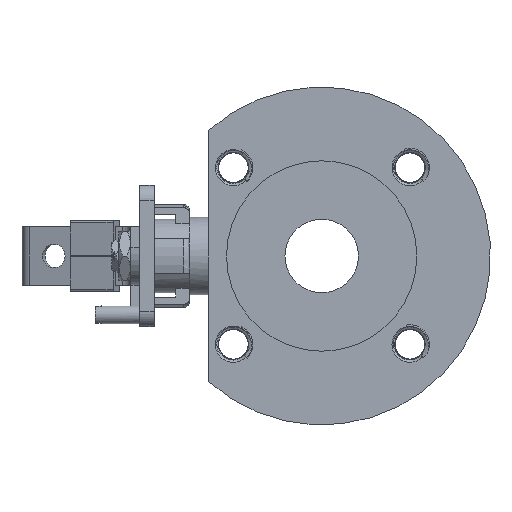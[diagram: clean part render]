
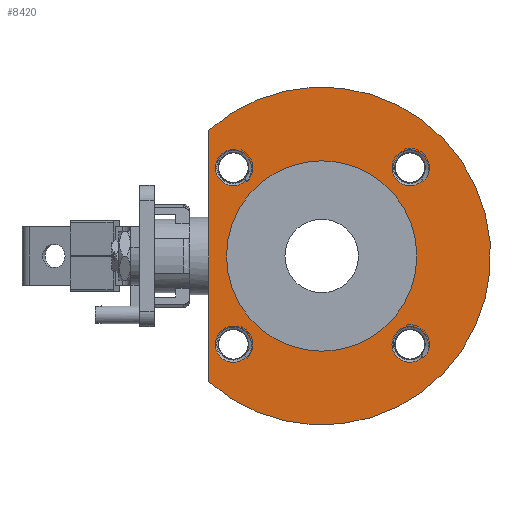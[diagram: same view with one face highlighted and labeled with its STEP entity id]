
A CAD part, left-side view. The second image highlights one B-rep face of the part: STEP entity #8420.
In plain terms, the highlighted planar face has unit normal (-1, 0, 0).
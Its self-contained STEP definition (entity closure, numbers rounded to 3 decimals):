
#841=LINE('',#13129,#1235);
#846=LINE('',#20120,#1240);
#852=LINE('',#27075,#1246);
#855=LINE('',#35059,#1249);
#868=LINE('',#43145,#1262);
#1235=VECTOR('',#9485,1000.);
#1240=VECTOR('',#9496,1000.);
#1246=VECTOR('',#9508,1000.);
#1249=VECTOR('',#9515,1000.);
#1262=VECTOR('',#9606,1000.);
#1575=PLANE('',#8852);
#1723=CIRCLE('',#8853,6.125);
#1724=CIRCLE('',#8854,6.125);
#1725=CIRCLE('',#8855,32.4);
#1726=CIRCLE('',#8856,57.5);
#1727=CIRCLE('',#8857,6.125);
#1728=CIRCLE('',#8858,6.125);
#2733=ORIENTED_EDGE('',*,*,#5013,.F.);
#2734=ORIENTED_EDGE('',*,*,#4955,.T.);
#2735=ORIENTED_EDGE('',*,*,#5501,.T.);
#2736=ORIENTED_EDGE('',*,*,#5020,.F.);
#2737=ORIENTED_EDGE('',*,*,#5273,.F.);
#2738=ORIENTED_EDGE('',*,*,#5214,.T.);
#2739=ORIENTED_EDGE('',*,*,#5502,.T.);
#2740=ORIENTED_EDGE('',*,*,#5503,.F.);
#2741=ORIENTED_EDGE('',*,*,#5504,.T.);
#2742=ORIENTED_EDGE('',*,*,#5505,.T.);
#2743=ORIENTED_EDGE('',*,*,#5399,.F.);
#2744=ORIENTED_EDGE('',*,*,#5340,.T.);
#2745=ORIENTED_EDGE('',*,*,#5506,.T.);
#2746=ORIENTED_EDGE('',*,*,#5142,.F.);
#2747=ORIENTED_EDGE('',*,*,#5084,.T.);
#2748=ORIENTED_EDGE('',*,*,#5507,.T.);
#2749=ORIENTED_EDGE('',*,*,#5149,.F.);
#4955=EDGE_CURVE('',#6346,#6348,#841,.T.);
#5013=EDGE_CURVE('',#6346,#6406,#7368,.F.);
#5020=EDGE_CURVE('',#6406,#6411,#7374,.F.);
#5084=EDGE_CURVE('',#6471,#6473,#846,.T.);
#5142=EDGE_CURVE('',#6471,#6531,#7385,.F.);
#5149=EDGE_CURVE('',#6531,#6536,#7391,.F.);
#5214=EDGE_CURVE('',#6596,#6599,#852,.T.);
#5273=EDGE_CURVE('',#6596,#6658,#7402,.F.);
#5340=EDGE_CURVE('',#6719,#6722,#855,.T.);
#5399=EDGE_CURVE('',#6719,#6781,#7418,.F.);
#5501=EDGE_CURVE('',#6348,#6411,#1723,.T.);
#5502=EDGE_CURVE('',#6599,#6658,#1724,.T.);
#5503=EDGE_CURVE('',#6869,#6869,#1725,.T.);
#5504=EDGE_CURVE('',#6870,#6871,#868,.T.);
#5505=EDGE_CURVE('',#6871,#6870,#1726,.T.);
#5506=EDGE_CURVE('',#6722,#6781,#1727,.T.);
#5507=EDGE_CURVE('',#6473,#6536,#1728,.T.);
#6346=VERTEX_POINT('',#13125);
#6348=VERTEX_POINT('',#13128);
#6406=VERTEX_POINT('',#16505);
#6411=VERTEX_POINT('',#19231);
#6471=VERTEX_POINT('',#20116);
#6473=VERTEX_POINT('',#20119);
#6531=VERTEX_POINT('',#23496);
#6536=VERTEX_POINT('',#26181);
#6596=VERTEX_POINT('',#27069);
#6599=VERTEX_POINT('',#27074);
#6658=VERTEX_POINT('',#32023);
#6719=VERTEX_POINT('',#35053);
#6722=VERTEX_POINT('',#35058);
#6781=VERTEX_POINT('',#40007);
#6869=VERTEX_POINT('',#43144);
#6870=VERTEX_POINT('',#43146);
#6871=VERTEX_POINT('',#43147);
#7368=B_SPLINE_CURVE_WITH_KNOTS('',3,(#16501,#16502,#16503,#16504),
 .UNSPECIFIED.,.F.,.F.,(4,4),(0.,1.),.UNSPECIFIED.);
#7374=B_SPLINE_CURVE_WITH_KNOTS('',3,(#19226,#19227,#19228,#19229,#19230),
 .UNSPECIFIED.,.F.,.F.,(4,1,4),(0.,0.5,1.),.UNSPECIFIED.);
#7385=B_SPLINE_CURVE_WITH_KNOTS('',3,(#23492,#23493,#23494,#23495),
 .UNSPECIFIED.,.F.,.F.,(4,4),(0.,1.),.UNSPECIFIED.);
#7391=B_SPLINE_CURVE_WITH_KNOTS('',3,(#26176,#26177,#26178,#26179,#26180),
 .UNSPECIFIED.,.F.,.F.,(4,1,4),(0.,0.5,1.),.UNSPECIFIED.);
#7402=B_SPLINE_CURVE_WITH_KNOTS('',3,(#32019,#32020,#32021,#32022),
 .UNSPECIFIED.,.F.,.F.,(4,4),(0.,1.),.UNSPECIFIED.);
#7418=B_SPLINE_CURVE_WITH_KNOTS('',3,(#40003,#40004,#40005,#40006),
 .UNSPECIFIED.,.F.,.F.,(4,4),(0.,1.),.UNSPECIFIED.);
#7667=EDGE_LOOP('',(#2733,#2734,#2735,#2736));
#7668=EDGE_LOOP('',(#2737,#2738,#2739));
#7669=EDGE_LOOP('',(#2740));
#7670=EDGE_LOOP('',(#2741,#2742));
#7671=EDGE_LOOP('',(#2743,#2744,#2745));
#7672=EDGE_LOOP('',(#2746,#2747,#2748,#2749));
#8052=FACE_BOUND('',#7667,.T.);
#8053=FACE_BOUND('',#7668,.T.);
#8054=FACE_BOUND('',#7669,.T.);
#8055=FACE_BOUND('',#7670,.T.);
#8056=FACE_BOUND('',#7671,.T.);
#8057=FACE_BOUND('',#7672,.T.);
#8420=ADVANCED_FACE('',(#8052,#8053,#8054,#8055,#8056,#8057),#1575,.T.);
#8852=AXIS2_PLACEMENT_3D('',#43140,#9598,#9599);
#8853=AXIS2_PLACEMENT_3D('',#43141,#9600,#9601);
#8854=AXIS2_PLACEMENT_3D('',#43142,#9602,#9603);
#8855=AXIS2_PLACEMENT_3D('',#43143,#9604,#9605);
#8856=AXIS2_PLACEMENT_3D('',#43148,#9607,#9608);
#8857=AXIS2_PLACEMENT_3D('',#43149,#9609,#9610);
#8858=AXIS2_PLACEMENT_3D('',#43150,#9611,#9612);
#9485=DIRECTION('',(0.,0.707,0.707));
#9496=DIRECTION('',(0.,0.707,0.707));
#9508=DIRECTION('',(0.,0.707,0.707));
#9515=DIRECTION('',(0.,0.707,0.707));
#9598=DIRECTION('',(-1.,0.,0.));
#9599=DIRECTION('',(0.,0.,1.));
#9600=DIRECTION('',(1.,0.,0.));
#9601=DIRECTION('',(0.,0.,1.));
#9602=DIRECTION('',(1.,0.,0.));
#9603=DIRECTION('',(0.,0.,1.));
#9604=DIRECTION('',(-1.,0.,0.));
#9605=DIRECTION('',(0.,0.,1.));
#9606=DIRECTION('',(0.,0.,-1.));
#9607=DIRECTION('',(-1.,0.,0.));
#9608=DIRECTION('',(0.,0.,1.));
#9609=DIRECTION('',(1.,0.,0.));
#9610=DIRECTION('',(0.,0.,1.));
#9611=DIRECTION('',(1.,0.,0.));
#9612=DIRECTION('',(0.,0.,1.));
#13125=CARTESIAN_POINT('',(-22.,-34.626,25.478));
#13128=CARTESIAN_POINT('',(-22.,-34.383,25.721));
#13129=CARTESIAN_POINT('',(-22.,-30.052,30.052));
#16501=CARTESIAN_POINT('',(-22.,-36.157,27.471));
#16502=CARTESIAN_POINT('',(-22.,-35.779,26.713));
#16503=CARTESIAN_POINT('',(-22.,-35.259,26.037));
#16504=CARTESIAN_POINT('',(-22.,-34.626,25.478));
#16505=CARTESIAN_POINT('',(-22.,-36.157,27.471));
#19226=CARTESIAN_POINT('',(-22.,-35.486,32.878));
#19227=CARTESIAN_POINT('',(-22.,-35.993,32.087));
#19228=CARTESIAN_POINT('',(-22.,-36.642,30.282));
#19229=CARTESIAN_POINT('',(-22.,-36.447,28.369));
#19230=CARTESIAN_POINT('',(-22.,-36.157,27.471));
#19231=CARTESIAN_POINT('',(-22.,-35.486,32.878));
#20116=CARTESIAN_POINT('',(-22.,-34.654,-34.654));
#20119=CARTESIAN_POINT('',(-22.,-34.383,-34.383));
#20120=CARTESIAN_POINT('',(-22.,0.,0.));
#23492=CARTESIAN_POINT('',(-22.,-35.865,-33.24));
#23493=CARTESIAN_POINT('',(-22.,-35.528,-33.769));
#23494=CARTESIAN_POINT('',(-22.,-35.125,-34.24));
#23495=CARTESIAN_POINT('',(-22.,-34.654,-34.654));
#23496=CARTESIAN_POINT('',(-22.,-35.865,-33.24));
#26176=CARTESIAN_POINT('',(-22.,-35.642,-27.548));
#26177=CARTESIAN_POINT('',(-22.,-36.122,-28.41));
#26178=CARTESIAN_POINT('',(-22.,-36.661,-30.354));
#26179=CARTESIAN_POINT('',(-22.,-36.267,-32.335));
#26180=CARTESIAN_POINT('',(-22.,-35.865,-33.24));
#26181=CARTESIAN_POINT('',(-22.,-35.642,-27.548));
#27069=CARTESIAN_POINT('',(-22.,25.47,25.47));
#27074=CARTESIAN_POINT('',(-22.,25.721,25.721));
#27075=CARTESIAN_POINT('',(-22.,0.,0.));
#32019=CARTESIAN_POINT('',(-22.,23.941,30.472));
#32020=CARTESIAN_POINT('',(-22.,23.696,28.69));
#32021=CARTESIAN_POINT('',(-22.,24.274,26.826));
#32022=CARTESIAN_POINT('',(-22.,25.47,25.47));
#32023=CARTESIAN_POINT('',(-22.,23.941,30.472));
#35053=CARTESIAN_POINT('',(-22.,25.46,-34.644));
#35058=CARTESIAN_POINT('',(-22.,25.721,-34.383));
#35059=CARTESIAN_POINT('',(-22.,30.052,-30.052));
#40003=CARTESIAN_POINT('',(-22.,23.949,-29.531));
#40004=CARTESIAN_POINT('',(-22.,23.665,-31.344));
#40005=CARTESIAN_POINT('',(-22.,24.24,-33.259));
#40006=CARTESIAN_POINT('',(-22.,25.46,-34.644));
#40007=CARTESIAN_POINT('',(-22.,23.949,-29.531));
#43140=CARTESIAN_POINT('',(-22.,0.,0.));
#43141=CARTESIAN_POINT('',(-22.,-30.052,30.052));
#43142=CARTESIAN_POINT('',(-22.,30.052,30.052));
#43143=CARTESIAN_POINT('',(-22.,0.,0.));
#43144=CARTESIAN_POINT('',(-22.,0.,32.4));
#43145=CARTESIAN_POINT('',(-22.,38.5,-42.708));
#43146=CARTESIAN_POINT('',(-22.,38.5,42.708));
#43147=CARTESIAN_POINT('',(-22.,38.5,-42.708));
#43148=CARTESIAN_POINT('',(-22.,0.,0.));
#43149=CARTESIAN_POINT('',(-22.,30.052,-30.052));
#43150=CARTESIAN_POINT('',(-22.,-30.052,-30.052));
